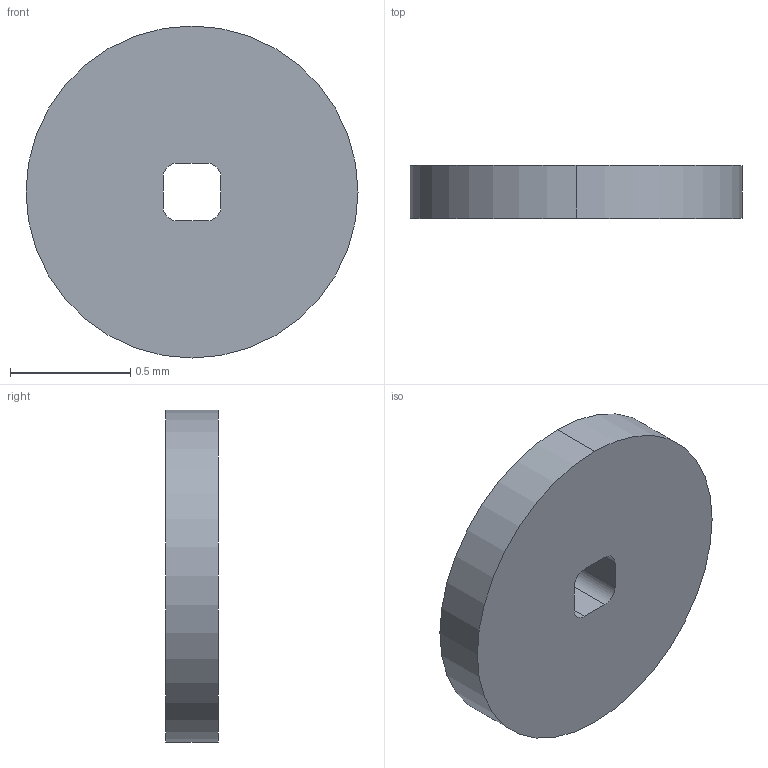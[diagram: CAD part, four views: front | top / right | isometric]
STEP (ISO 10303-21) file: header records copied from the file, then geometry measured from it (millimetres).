
FILE_DESCRIPTION (( 'STEP AP203' ), '1' );
FILE_NAME ('2203M004.STEP', '2020-05-15T16:04:16', ( '' ), ( '' ), 'SwSTEP 2.0', 'SolidWorks 2019', '' );
FILE_SCHEMA (( 'CONFIG_CONTROL_DESIGN' ));
Length unit declared in the file: millimetre
Products named in the file (1): 2203M004
Bounding box: 1.38 x 0.22 x 1.38 mm (x, y, z)
Volume: 0.3 mm3; surface area: 4 mm2
Topology: 1 solids, 1 shells, 15 faces, 36 edges, 24 vertices
Faces by surface type: cylinder 8, plane 7
Entity records: 527 total; most frequent: DIRECTION 84, CARTESIAN_POINT 76, ORIENTED_EDGE 72, EDGE_CURVE 36, AXIS2_PLACEMENT_3D 32, VERTEX_POINT 24, VECTOR 20, LINE 20
